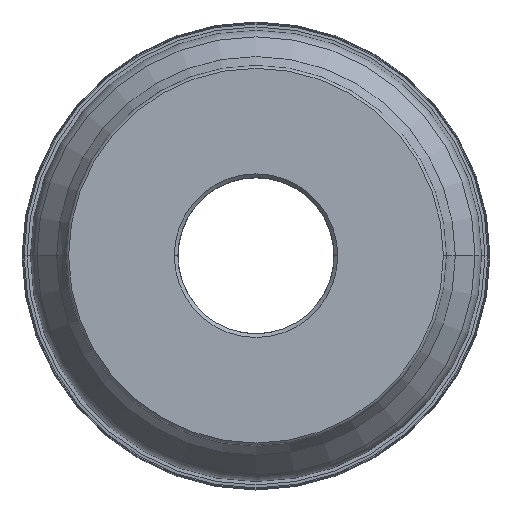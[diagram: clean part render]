
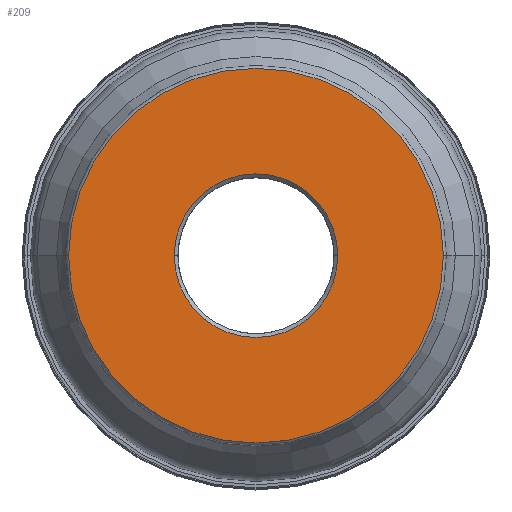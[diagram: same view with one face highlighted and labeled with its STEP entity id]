
A CAD part, top view. The second image highlights one B-rep face of the part: STEP entity #209.
In plain terms, the highlighted planar face has unit normal (0, 0, 1).
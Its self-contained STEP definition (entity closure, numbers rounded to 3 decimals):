
#66=PLANE('',#1810);
#75=FACE_BOUND('',#404,.T.);
#76=FACE_BOUND('',#405,.T.);
#209=ADVANCED_FACE('',(#75,#76),#66,.T.);
#404=EDGE_LOOP('',(#762,#763));
#405=EDGE_LOOP('',(#764,#765,#766,#767));
#762=ORIENTED_EDGE('',*,*,#1110,.F.);
#763=ORIENTED_EDGE('',*,*,#1111,.F.);
#764=ORIENTED_EDGE('',*,*,#1106,.F.);
#765=ORIENTED_EDGE('',*,*,#1105,.F.);
#766=ORIENTED_EDGE('',*,*,#1109,.F.);
#767=ORIENTED_EDGE('',*,*,#1108,.F.);
#914=VERTEX_POINT('',#2773);
#915=VERTEX_POINT('',#2775);
#916=VERTEX_POINT('',#2777);
#917=VERTEX_POINT('',#2781);
#918=VERTEX_POINT('',#2785);
#919=VERTEX_POINT('',#2786);
#1105=EDGE_CURVE('',#914,#915,#1244,.T.);
#1106=EDGE_CURVE('',#915,#916,#1245,.T.);
#1108=EDGE_CURVE('',#916,#917,#1246,.T.);
#1109=EDGE_CURVE('',#917,#914,#1247,.T.);
#1110=EDGE_CURVE('',#918,#919,#1248,.T.);
#1111=EDGE_CURVE('',#919,#918,#1249,.T.);
#1244=CIRCLE('',#1802,26.635);
#1245=CIRCLE('',#1803,26.635);
#1246=CIRCLE('',#1805,26.635);
#1247=CIRCLE('',#1806,26.635);
#1248=CIRCLE('',#1808,61.029);
#1249=CIRCLE('',#1809,61.029);
#1802=AXIS2_PLACEMENT_3D('',#2774,#2319,#2320);
#1803=AXIS2_PLACEMENT_3D('',#2776,#2321,#2322);
#1805=AXIS2_PLACEMENT_3D('',#2780,#2326,#2327);
#1806=AXIS2_PLACEMENT_3D('',#2782,#2328,#2329);
#1808=AXIS2_PLACEMENT_3D('',#2784,#2332,#2333);
#1809=AXIS2_PLACEMENT_3D('',#2787,#2334,#2335);
#1810=AXIS2_PLACEMENT_3D('',#2788,#2336,#2337);
#2319=DIRECTION('',(0.,0.,1.));
#2320=DIRECTION('',(-1.,0.,0.));
#2321=DIRECTION('',(0.,0.,1.));
#2322=DIRECTION('',(0.,-1.,0.));
#2326=DIRECTION('',(0.,0.,1.));
#2327=DIRECTION('',(1.,0.,0.));
#2328=DIRECTION('',(0.,0.,1.));
#2329=DIRECTION('',(0.,1.,0.));
#2332=DIRECTION('',(0.,0.,-1.));
#2333=DIRECTION('',(-1.,0.,0.));
#2334=DIRECTION('',(0.,0.,-1.));
#2335=DIRECTION('',(1.,0.,0.));
#2336=DIRECTION('',(0.,0.,1.));
#2337=DIRECTION('',(0.,-1.,0.));
#2773=CARTESIAN_POINT('',(-26.635,0.,0.));
#2774=CARTESIAN_POINT('',(0.,0.,0.));
#2775=CARTESIAN_POINT('',(0.,-26.635,0.));
#2776=CARTESIAN_POINT('',(0.,0.,0.));
#2777=CARTESIAN_POINT('',(26.635,0.,0.));
#2780=CARTESIAN_POINT('',(0.,0.,0.));
#2781=CARTESIAN_POINT('',(0.,26.635,0.));
#2782=CARTESIAN_POINT('',(0.,0.,0.));
#2784=CARTESIAN_POINT('',(0.,0.,0.));
#2785=CARTESIAN_POINT('',(-61.029,0.011,0.));
#2786=CARTESIAN_POINT('',(61.029,-0.011,0.));
#2787=CARTESIAN_POINT('',(0.,0.,0.));
#2788=CARTESIAN_POINT('',(0.,0.,0.));
